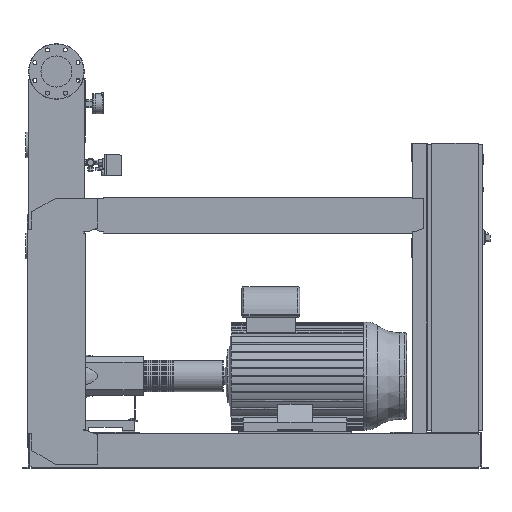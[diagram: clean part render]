
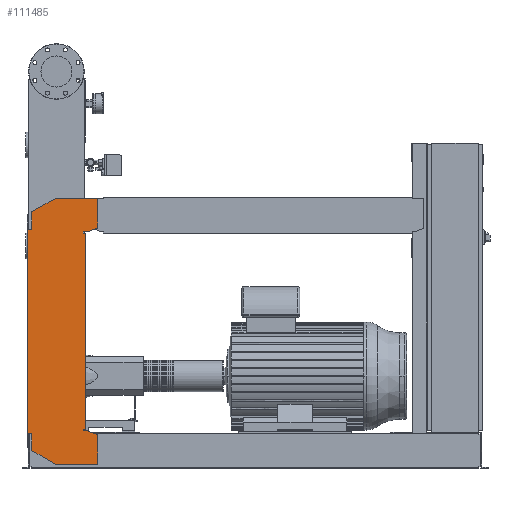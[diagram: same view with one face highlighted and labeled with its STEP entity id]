
A CAD part, front view. The second image highlights one B-rep face of the part: STEP entity #111485.
In plain terms, the highlighted free-form (B-spline) face has degree [1, 1] with [2, 2] control points.
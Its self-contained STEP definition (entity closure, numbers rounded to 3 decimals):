
#110970=CARTESIAN_POINT('',(-111.0,-322.5,1076.0));
#110971=VERTEX_POINT('',#110970);
#110978=CARTESIAN_POINT('',(-111.0,-322.5,1153.378));
#110979=VERTEX_POINT('',#110978);
#110980=CARTESIAN_POINT('',(-111.0,-322.5,1076.0));
#110981=DIRECTION('',(0.0,0.0,1.0));
#110982=VECTOR('',#110981,77.378);
#110983=LINE('',#110980,#110982);
#110984=EDGE_CURVE('',#110971,#110979,#110983,.T.);
#111002=CARTESIAN_POINT('',(-6.0,-322.5,1214.0));
#111003=VERTEX_POINT('',#111002);
#111004=CARTESIAN_POINT('',(-111.0,-322.5,1153.378));
#111005=DIRECTION('',(0.866,0.0,0.5));
#111006=VECTOR('',#111005,121.244);
#111007=LINE('',#111004,#111006);
#111008=EDGE_CURVE('',#110979,#111003,#111007,.T.);
#111026=CARTESIAN_POINT('',(186.0,-322.5,1214.0));
#111027=VERTEX_POINT('',#111026);
#111028=CARTESIAN_POINT('',(-6.0,-322.5,1214.0));
#111029=DIRECTION('',(1.0,0.0,0.0));
#111030=VECTOR('',#111029,192.0);
#111031=LINE('',#111028,#111030);
#111032=EDGE_CURVE('',#111003,#111027,#111031,.T.);
#111050=CARTESIAN_POINT('',(186.,-322.5,1080.379));
#111051=VERTEX_POINT('',#111050);
#111052=CARTESIAN_POINT('',(186.0,-322.5,1214.0));
#111053=DIRECTION('',(0.0,0.0,-1.0));
#111054=VECTOR('',#111053,133.621);
#111055=LINE('',#111052,#111054);
#111056=EDGE_CURVE('',#111027,#111051,#111055,.T.);
#111074=CARTESIAN_POINT('',(141.,-322.5,1064.0));
#111075=VERTEX_POINT('',#111074);
#111076=CARTESIAN_POINT('',(186.,-322.5,1080.379));
#111077=DIRECTION('',(-0.94,0.0,-0.342));
#111078=VECTOR('',#111077,47.888);
#111079=LINE('',#111076,#111078);
#111080=EDGE_CURVE('',#111051,#111075,#111079,.T.);
#111098=CARTESIAN_POINT('',(121.,-322.5,1064.0));
#111099=VERTEX_POINT('',#111098);
#111100=CARTESIAN_POINT('',(141.,-322.5,1064.0));
#111101=DIRECTION('',(-1.0,0.0,0.0));
#111102=VECTOR('',#111101,20.0);
#111103=LINE('',#111100,#111102);
#111104=EDGE_CURVE('',#111075,#111099,#111103,.T.);
#111122=CARTESIAN_POINT('',(121.,-322.5,1056.0));
#111123=VERTEX_POINT('',#111122);
#111124=CARTESIAN_POINT('',(121.,-322.5,1064.0));
#111125=DIRECTION('',(0.0,0.0,-1.0));
#111126=VECTOR('',#111125,8.0);
#111127=LINE('',#111124,#111126);
#111128=EDGE_CURVE('',#111099,#111123,#111127,.T.);
#111146=CARTESIAN_POINT('',(129.,-322.5,1056.0));
#111147=VERTEX_POINT('',#111146);
#111148=CARTESIAN_POINT('',(121.,-322.5,1056.0));
#111149=DIRECTION('',(1.0,0.0,0.0));
#111150=VECTOR('',#111149,8.0);
#111151=LINE('',#111148,#111150);
#111152=EDGE_CURVE('',#111123,#111147,#111151,.T.);
#111170=CARTESIAN_POINT('',(129.,-322.5,176.));
#111171=VERTEX_POINT('',#111170);
#111182=CARTESIAN_POINT('',(129.,-322.5,1056.0));
#111183=DIRECTION('',(0.0,0.0,-1.0));
#111184=VECTOR('',#111183,880.);
#111185=LINE('',#111182,#111184);
#111186=EDGE_CURVE('',#111147,#111171,#111185,.T.);
#111200=CARTESIAN_POINT('',(121.,-322.5,176.));
#111201=VERTEX_POINT('',#111200);
#111202=CARTESIAN_POINT('',(129.,-322.5,176.));
#111203=DIRECTION('',(-1.0,0.0,0.0));
#111204=VECTOR('',#111203,8.0);
#111205=LINE('',#111202,#111204);
#111206=EDGE_CURVE('',#111171,#111201,#111205,.T.);
#111224=CARTESIAN_POINT('',(121.,-322.5,168.));
#111225=VERTEX_POINT('',#111224);
#111226=CARTESIAN_POINT('',(121.,-322.5,176.));
#111227=DIRECTION('',(0.0,0.0,-1.0));
#111228=VECTOR('',#111227,8.0);
#111229=LINE('',#111226,#111228);
#111230=EDGE_CURVE('',#111201,#111225,#111229,.T.);
#111248=CARTESIAN_POINT('',(141.,-322.5,168.));
#111249=VERTEX_POINT('',#111248);
#111250=CARTESIAN_POINT('',(121.,-322.5,168.));
#111251=DIRECTION('',(1.0,0.0,0.0));
#111252=VECTOR('',#111251,20.0);
#111253=LINE('',#111250,#111252);
#111254=EDGE_CURVE('',#111225,#111249,#111253,.T.);
#111272=CARTESIAN_POINT('',(186.,-322.5,151.621));
#111273=VERTEX_POINT('',#111272);
#111274=CARTESIAN_POINT('',(141.,-322.5,168.));
#111275=DIRECTION('',(0.94,0.0,-0.342));
#111276=VECTOR('',#111275,47.888);
#111277=LINE('',#111274,#111276);
#111278=EDGE_CURVE('',#111249,#111273,#111277,.T.);
#111296=CARTESIAN_POINT('',(186.,-322.5,18.0));
#111297=VERTEX_POINT('',#111296);
#111298=CARTESIAN_POINT('',(186.,-322.5,151.621));
#111299=DIRECTION('',(0.0,0.0,-1.0));
#111300=VECTOR('',#111299,133.621);
#111301=LINE('',#111298,#111300);
#111302=EDGE_CURVE('',#111273,#111297,#111301,.T.);
#111320=CARTESIAN_POINT('',(-4.,-322.5,18.0));
#111321=VERTEX_POINT('',#111320);
#111322=CARTESIAN_POINT('',(186.,-322.5,18.0));
#111323=DIRECTION('',(-1.0,0.0,0.0));
#111324=VECTOR('',#111323,190.);
#111325=LINE('',#111322,#111324);
#111326=EDGE_CURVE('',#111297,#111321,#111325,.T.);
#111344=CARTESIAN_POINT('',(-111.,-322.5,79.776));
#111345=VERTEX_POINT('',#111344);
#111346=CARTESIAN_POINT('',(-4.,-322.5,18.0));
#111347=DIRECTION('',(-0.866,0.,0.5));
#111348=VECTOR('',#111347,123.553);
#111349=LINE('',#111346,#111348);
#111350=EDGE_CURVE('',#111321,#111345,#111349,.T.);
#111368=CARTESIAN_POINT('',(-111.,-322.5,156.0));
#111369=VERTEX_POINT('',#111368);
#111370=CARTESIAN_POINT('',(-111.,-322.5,79.776));
#111371=DIRECTION('',(0.0,0.0,1.0));
#111372=VECTOR('',#111371,76.224);
#111373=LINE('',#111370,#111372);
#111374=EDGE_CURVE('',#111345,#111369,#111373,.T.);
#111392=CARTESIAN_POINT('',(-131.,-322.5,156.0));
#111393=VERTEX_POINT('',#111392);
#111394=CARTESIAN_POINT('',(-111.,-322.5,156.0));
#111395=DIRECTION('',(-1.0,0.0,0.0));
#111396=VECTOR('',#111395,20.0);
#111397=LINE('',#111394,#111396);
#111398=EDGE_CURVE('',#111369,#111393,#111397,.T.);
#111416=CARTESIAN_POINT('',(-131.0,-322.5,1076.0));
#111417=VERTEX_POINT('',#111416);
#111430=CARTESIAN_POINT('',(-131.,-322.5,156.0));
#111431=DIRECTION('',(0.0,0.0,1.0));
#111432=VECTOR('',#111431,920.0);
#111433=LINE('',#111430,#111432);
#111434=EDGE_CURVE('',#111393,#111417,#111433,.T.);
#111448=CARTESIAN_POINT('',(-131.0,-322.5,1076.0));
#111449=DIRECTION('',(1.0,0.0,0.0));
#111450=VECTOR('',#111449,20.0);
#111451=LINE('',#111448,#111450);
#111452=EDGE_CURVE('',#111417,#110971,#111451,.T.);
#111458=CARTESIAN_POINT('',(-131.,-322.5,18.0));
#111459=CARTESIAN_POINT('',(186.0,-322.5,18.0));
#111460=CARTESIAN_POINT('',(-131.,-322.5,1214.0));
#111461=CARTESIAN_POINT('',(186.0,-322.5,1214.0));
#111462=B_SPLINE_SURFACE_WITH_KNOTS('',1,1,((#111458,#111460),(#111459,#111461)),.UNSPECIFIED.,.F.,.F.,.U.,(2,2),(2,2),(0.0,317.),(0.0,1196.0),.UNSPECIFIED.);
#111463=ORIENTED_EDGE('',*,*,#111452,.F.);
#111464=ORIENTED_EDGE('',*,*,#111434,.F.);
#111465=ORIENTED_EDGE('',*,*,#111398,.F.);
#111466=ORIENTED_EDGE('',*,*,#111374,.F.);
#111467=ORIENTED_EDGE('',*,*,#111350,.F.);
#111468=ORIENTED_EDGE('',*,*,#111326,.F.);
#111469=ORIENTED_EDGE('',*,*,#111302,.F.);
#111470=ORIENTED_EDGE('',*,*,#111278,.F.);
#111471=ORIENTED_EDGE('',*,*,#111254,.F.);
#111472=ORIENTED_EDGE('',*,*,#111230,.F.);
#111473=ORIENTED_EDGE('',*,*,#111206,.F.);
#111474=ORIENTED_EDGE('',*,*,#111186,.F.);
#111475=ORIENTED_EDGE('',*,*,#111152,.F.);
#111476=ORIENTED_EDGE('',*,*,#111128,.F.);
#111477=ORIENTED_EDGE('',*,*,#111104,.F.);
#111478=ORIENTED_EDGE('',*,*,#111080,.F.);
#111479=ORIENTED_EDGE('',*,*,#111056,.F.);
#111480=ORIENTED_EDGE('',*,*,#111032,.F.);
#111481=ORIENTED_EDGE('',*,*,#111008,.F.);
#111482=ORIENTED_EDGE('',*,*,#110984,.F.);
#111483=EDGE_LOOP('',(#111463,#111464,#111465,#111466,#111467,#111468,#111469,#111470,#111471,#111472,#111473,#111474,#111475,#111476,#111477,#111478,#111479,#111480,#111481,#111482));
#111484=FACE_OUTER_BOUND('',#111483,.T.);
#111485=ADVANCED_FACE('',(#111484),#111462,.T.);
